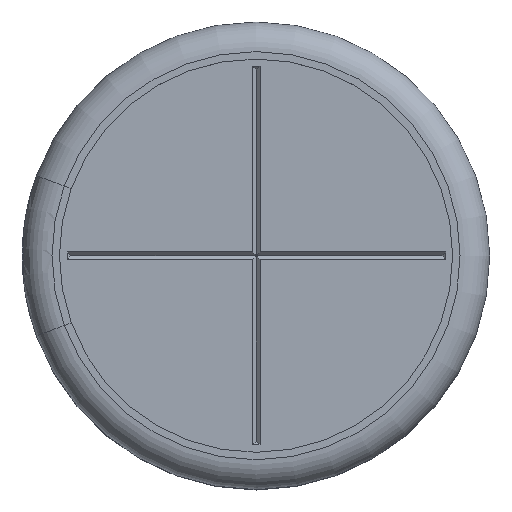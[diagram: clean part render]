
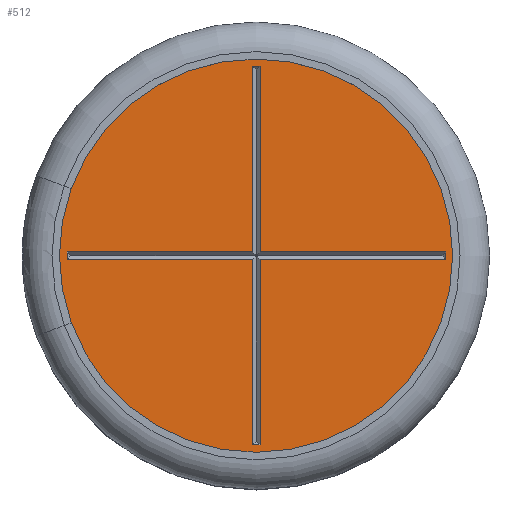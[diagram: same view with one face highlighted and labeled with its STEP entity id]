
A CAD part, top view. The second image highlights one B-rep face of the part: STEP entity #512.
In plain terms, the highlighted planar face has unit normal (0, 0, 1).
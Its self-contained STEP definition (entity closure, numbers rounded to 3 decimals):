
#512=ADVANCED_FACE('',(#1046,#1048),#1050,.T.);
#1046=FACE_BOUND('',#1047,.T.);
#1047=EDGE_LOOP('',(#1483));
#1048=FACE_BOUND('',#1049,.T.);
#1049=EDGE_LOOP('',(#1484,#1485,#1486,#1487,#1488,#1489,#1490,#1491,#1492,#1493,
#1494,#1495));
#1050=PLANE('',#1051);
#1051=AXIS2_PLACEMENT_3D('',#1052,#1053,#1054);
#1052=CARTESIAN_POINT('',(0.,0.,4.9));
#1053=DIRECTION('',(0.,0.,1.));
#1054=DIRECTION('',(1.,0.,0.));
#1483=ORIENTED_EDGE('',*,*,#1711,.T.);
#1484=ORIENTED_EDGE('',*,*,#1713,.T.);
#1485=ORIENTED_EDGE('',*,*,#1714,.T.);
#1486=ORIENTED_EDGE('',*,*,#1715,.T.);
#1487=ORIENTED_EDGE('',*,*,#1716,.T.);
#1488=ORIENTED_EDGE('',*,*,#1717,.T.);
#1489=ORIENTED_EDGE('',*,*,#1718,.T.);
#1490=ORIENTED_EDGE('',*,*,#1719,.T.);
#1491=ORIENTED_EDGE('',*,*,#1720,.T.);
#1492=ORIENTED_EDGE('',*,*,#1721,.T.);
#1493=ORIENTED_EDGE('',*,*,#1722,.T.);
#1494=ORIENTED_EDGE('',*,*,#1723,.T.);
#1495=ORIENTED_EDGE('',*,*,#1724,.T.);
#1711=EDGE_CURVE('',#1997,#1997,#1998,.T.);
#1713=EDGE_CURVE('',#2001,#2002,#2003,.F.);
#1714=EDGE_CURVE('',#2002,#2004,#2005,.F.);
#1715=EDGE_CURVE('',#2004,#2006,#2007,.F.);
#1716=EDGE_CURVE('',#2006,#2008,#2009,.F.);
#1717=EDGE_CURVE('',#2008,#2010,#2011,.F.);
#1718=EDGE_CURVE('',#2010,#2012,#2013,.F.);
#1719=EDGE_CURVE('',#2012,#2014,#2015,.F.);
#1720=EDGE_CURVE('',#2014,#2016,#2017,.F.);
#1721=EDGE_CURVE('',#2016,#2018,#2019,.F.);
#1722=EDGE_CURVE('',#2018,#2020,#2021,.F.);
#1723=EDGE_CURVE('',#2020,#2022,#2023,.F.);
#1724=EDGE_CURVE('',#2022,#2001,#2024,.F.);
#1997=VERTEX_POINT('',#2880);
#1998=CIRCLE('',#2881,2.65);
#2001=VERTEX_POINT('',#2890);
#2002=VERTEX_POINT('',#2891);
#2003=LINE('',#2892,#2893);
#2004=VERTEX_POINT('',#2895);
#2005=LINE('',#2896,#2897);
#2006=VERTEX_POINT('',#2899);
#2007=LINE('',#2900,#2901);
#2008=VERTEX_POINT('',#2903);
#2009=LINE('',#2904,#2905);
#2010=VERTEX_POINT('',#2907);
#2011=LINE('',#2908,#2909);
#2012=VERTEX_POINT('',#2911);
#2013=LINE('',#2912,#2913);
#2014=VERTEX_POINT('',#2915);
#2015=LINE('',#2916,#2917);
#2016=VERTEX_POINT('',#2919);
#2017=LINE('',#2920,#2921);
#2018=VERTEX_POINT('',#2923);
#2019=LINE('',#2924,#2925);
#2020=VERTEX_POINT('',#2927);
#2021=LINE('',#2928,#2929);
#2022=VERTEX_POINT('',#2931);
#2023=LINE('',#2932,#2933);
#2024=LINE('',#2935,#2936);
#2880=CARTESIAN_POINT('',(2.65,0.,4.9));
#2881=AXIS2_PLACEMENT_3D('',#2882,#2883,#2884);
#2882=CARTESIAN_POINT('',(0.,0.,4.9));
#2883=DIRECTION('',(0.,0.,1.));
#2884=DIRECTION('',(1.,0.,0.));
#2890=CARTESIAN_POINT('',(-0.046,-0.05,4.9));
#2891=CARTESIAN_POINT('',(-2.546,-0.05,4.9));
#2892=CARTESIAN_POINT('',(-2.546,-0.05,4.9));
#2893=VECTOR('',#2894,1.);
#2894=DIRECTION('',(1.,0.,0.));
#2895=CARTESIAN_POINT('',(-2.546,0.05,4.9));
#2896=CARTESIAN_POINT('',(-2.546,0.05,4.9));
#2897=VECTOR('',#2898,1.);
#2898=DIRECTION('',(0.,-1.,0.));
#2899=CARTESIAN_POINT('',(-0.046,0.05,4.9));
#2900=CARTESIAN_POINT('',(-0.046,0.05,4.9));
#2901=VECTOR('',#2902,1.);
#2902=DIRECTION('',(-1.,0.,0.));
#2903=CARTESIAN_POINT('',(-0.046,2.55,4.9));
#2904=CARTESIAN_POINT('',(-0.046,2.55,4.9));
#2905=VECTOR('',#2906,1.);
#2906=DIRECTION('',(0.,-1.,0.));
#2907=CARTESIAN_POINT('',(0.054,2.55,4.9));
#2908=CARTESIAN_POINT('',(0.054,2.55,4.9));
#2909=VECTOR('',#2910,1.);
#2910=DIRECTION('',(-1.,0.,0.));
#2911=CARTESIAN_POINT('',(0.054,0.05,4.9));
#2912=CARTESIAN_POINT('',(0.054,0.05,4.9));
#2913=VECTOR('',#2914,1.);
#2914=DIRECTION('',(0.,1.,0.));
#2915=CARTESIAN_POINT('',(2.554,0.05,4.9));
#2916=CARTESIAN_POINT('',(2.554,0.05,4.9));
#2917=VECTOR('',#2918,1.);
#2918=DIRECTION('',(-1.,0.,0.));
#2919=CARTESIAN_POINT('',(2.554,-0.05,4.9));
#2920=CARTESIAN_POINT('',(2.554,-0.05,4.9));
#2921=VECTOR('',#2922,1.);
#2922=DIRECTION('',(0.,1.,0.));
#2923=CARTESIAN_POINT('',(0.054,-0.05,4.9));
#2924=CARTESIAN_POINT('',(0.054,-0.05,4.9));
#2925=VECTOR('',#2926,1.);
#2926=DIRECTION('',(1.,0.,0.));
#2927=CARTESIAN_POINT('',(0.054,-2.55,4.9));
#2928=CARTESIAN_POINT('',(0.054,-2.55,4.9));
#2929=VECTOR('',#2930,1.);
#2930=DIRECTION('',(0.,1.,0.));
#2931=CARTESIAN_POINT('',(-0.046,-2.55,4.9));
#2932=CARTESIAN_POINT('',(-0.046,-2.55,4.9));
#2933=VECTOR('',#2934,1.);
#2934=DIRECTION('',(1.,0.,0.));
#2935=CARTESIAN_POINT('',(-0.046,-0.05,4.9));
#2936=VECTOR('',#2937,1.);
#2937=DIRECTION('',(0.,-1.,0.));
